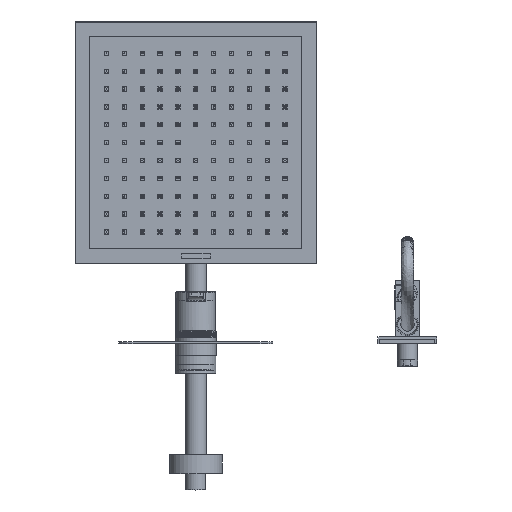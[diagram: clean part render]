
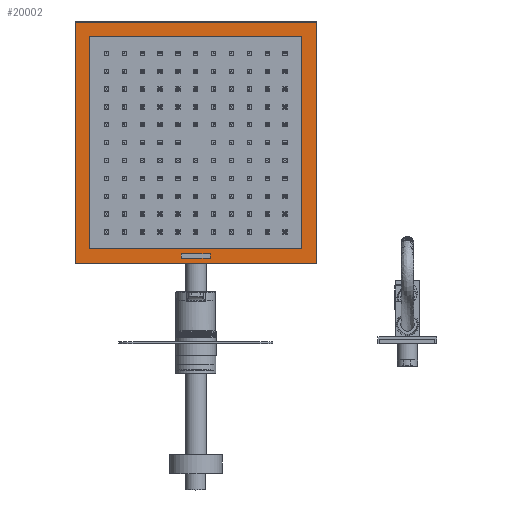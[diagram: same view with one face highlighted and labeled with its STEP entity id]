
A CAD part, front view. The second image highlights one B-rep face of the part: STEP entity #20002.
In plain terms, the highlighted planar face has unit normal (0, -1, -0.004).
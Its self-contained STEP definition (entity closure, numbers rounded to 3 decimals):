
#39 = VECTOR ( 'NONE', #23939, 1000. ) ;
#500 = FACE_BOUND ( 'NONE', #22955, .T. ) ;
#744 = CARTESIAN_POINT ( 'NONE',  ( 110., 589.407, 88.975 ) ) ;
#776 = DIRECTION ( 'NONE',  ( -1., 0., 0. ) ) ;
#1038 = CARTESIAN_POINT ( 'NONE',  ( -15., 588.927, 198.974 ) ) ;
#1256 = VERTEX_POINT ( 'NONE', #1892 ) ;
#1687 = LINE ( 'NONE', #16060, #44933 ) ;
#1892 = CARTESIAN_POINT ( 'NONE',  ( -15., 589.428, 83.975 ) ) ;
#2160 = EDGE_LOOP ( 'NONE', ( #41858, #14665, #32010, #20024 ) ) ;
#2223 = VERTEX_POINT ( 'NONE', #19283 ) ;
#2702 = DIRECTION ( 'NONE',  ( 0., 0.004, -1. ) ) ;
#2720 = EDGE_CURVE ( 'NONE', #1256, #35345, #36390, .T. ) ;
#2826 = FACE_OUTER_BOUND ( 'NONE', #5706, .T. ) ;
#3857 = CARTESIAN_POINT ( 'NONE',  ( -110., 589.407, 88.975 ) ) ;
#4174 = EDGE_CURVE ( 'NONE', #46121, #4329, #29469, .T. ) ;
#4329 = VERTEX_POINT ( 'NONE', #43219 ) ;
#4844 = LINE ( 'NONE', #31537, #21704 ) ;
#5239 = DIRECTION ( 'NONE',  ( 1., 0., 0. ) ) ;
#5377 = CARTESIAN_POINT ( 'NONE',  ( 125., 589.472, 73.975 ) ) ;
#5498 = CARTESIAN_POINT ( 'NONE',  ( -15., 589.45, 78.975 ) ) ;
#5706 = EDGE_LOOP ( 'NONE', ( #12673, #45077, #41017, #8123 ) ) ;
#6048 = CARTESIAN_POINT ( 'NONE',  ( 125., 588.383, 323.973 ) ) ;
#6215 = CARTESIAN_POINT ( 'NONE',  ( 15., 588.927, 198.974 ) ) ;
#6485 = CARTESIAN_POINT ( 'NONE',  ( -125., 588.383, 323.973 ) ) ;
#7003 = ORIENTED_EDGE ( 'NONE', *, *, #40493, .F. ) ;
#7013 = LINE ( 'NONE', #14859, #34350 ) ;
#7447 = PLANE ( 'NONE',  #32736 ) ;
#8123 = ORIENTED_EDGE ( 'NONE', *, *, #4174, .T. ) ;
#8743 = VECTOR ( 'NONE', #776, 1000. ) ;
#8848 = DIRECTION ( 'NONE',  ( 0., -0.004, 1. ) ) ;
#8969 = VECTOR ( 'NONE', #24677, 1000. ) ;
#9131 = CARTESIAN_POINT ( 'NONE',  ( -110., 588.448, 308.973 ) ) ;
#9350 = LINE ( 'NONE', #31277, #30699 ) ;
#9495 = ORIENTED_EDGE ( 'NONE', *, *, #2720, .F. ) ;
#11247 = DIRECTION ( 'NONE',  ( -1., 0., 0. ) ) ;
#11469 = VECTOR ( 'NONE', #40248, 1000. ) ;
#11757 = LINE ( 'NONE', #23295, #8743 ) ;
#11830 = VERTEX_POINT ( 'NONE', #744 ) ;
#12673 = ORIENTED_EDGE ( 'NONE', *, *, #43279, .T. ) ;
#12714 = DIRECTION ( 'NONE',  ( -1., 0., 0. ) ) ;
#13234 = EDGE_CURVE ( 'NONE', #19916, #11830, #7013, .T. ) ;
#14228 = ORIENTED_EDGE ( 'NONE', *, *, #32873, .F. ) ;
#14665 = ORIENTED_EDGE ( 'NONE', *, *, #13234, .F. ) ;
#14859 = CARTESIAN_POINT ( 'NONE',  ( -110., 589.407, 88.975 ) ) ;
#15144 = CARTESIAN_POINT ( 'NONE',  ( 0., 588.927, 198.974 ) ) ;
#15532 = VERTEX_POINT ( 'NONE', #18582 ) ;
#16060 = CARTESIAN_POINT ( 'NONE',  ( -125., 588.383, 323.973 ) ) ;
#16912 = EDGE_CURVE ( 'NONE', #22349, #19916, #4844, .T. ) ;
#17027 = VECTOR ( 'NONE', #38389, 1000. ) ;
#17620 = VECTOR ( 'NONE', #5239, 1000. ) ;
#18287 = EDGE_CURVE ( 'NONE', #36160, #46121, #42676, .T. ) ;
#18548 = LINE ( 'NONE', #5377, #43960 ) ;
#18582 = CARTESIAN_POINT ( 'NONE',  ( 15., 589.428, 83.975 ) ) ;
#19023 = EDGE_CURVE ( 'NONE', #47922, #36160, #1687, .T. ) ;
#19283 = CARTESIAN_POINT ( 'NONE',  ( 110., 588.448, 308.973 ) ) ;
#19916 = VERTEX_POINT ( 'NONE', #3857 ) ;
#20002 = ADVANCED_FACE ( 'NONE', ( #20052, #2826, #500 ), #7447, .F. ) ;
#20021 = EDGE_CURVE ( 'NONE', #15532, #1256, #11757, .T. ) ;
#20024 = ORIENTED_EDGE ( 'NONE', *, *, #25273, .F. ) ;
#20052 = FACE_BOUND ( 'NONE', #2160, .T. ) ;
#20370 = DIRECTION ( 'NONE',  ( -1., 0., 0. ) ) ;
#20761 = CARTESIAN_POINT ( 'NONE',  ( 0., 589.45, 78.975 ) ) ;
#21456 = LINE ( 'NONE', #20761, #8969 ) ;
#21704 = VECTOR ( 'NONE', #2702, 1000. ) ;
#22349 = VERTEX_POINT ( 'NONE', #9131 ) ;
#22955 = EDGE_LOOP ( 'NONE', ( #7003, #14228, #9495, #27787 ) ) ;
#23295 = CARTESIAN_POINT ( 'NONE',  ( 0., 589.428, 83.975 ) ) ;
#23460 = CARTESIAN_POINT ( 'NONE',  ( -125., 589.472, 73.975 ) ) ;
#23939 = DIRECTION ( 'NONE',  ( 0., 0.004, -1. ) ) ;
#24449 = VERTEX_POINT ( 'NONE', #42262 ) ;
#24677 = DIRECTION ( 'NONE',  ( 1., 0., 0. ) ) ;
#25273 = EDGE_CURVE ( 'NONE', #2223, #22349, #9350, .T. ) ;
#25651 = CARTESIAN_POINT ( 'NONE',  ( -125., 589.472, 73.975 ) ) ;
#26070 = EDGE_CURVE ( 'NONE', #11830, #2223, #27053, .T. ) ;
#27053 = LINE ( 'NONE', #36438, #17027 ) ;
#27787 = ORIENTED_EDGE ( 'NONE', *, *, #20021, .F. ) ;
#29469 = LINE ( 'NONE', #46815, #17620 ) ;
#29828 = VECTOR ( 'NONE', #42767, 1000. ) ;
#30699 = VECTOR ( 'NONE', #20370, 1000. ) ;
#31277 = CARTESIAN_POINT ( 'NONE',  ( -110., 588.448, 308.973 ) ) ;
#31537 = CARTESIAN_POINT ( 'NONE',  ( -110., 588.448, 308.973 ) ) ;
#31582 = LINE ( 'NONE', #6215, #11469 ) ;
#32010 = ORIENTED_EDGE ( 'NONE', *, *, #16912, .F. ) ;
#32736 = AXIS2_PLACEMENT_3D ( 'NONE', #15144, #41649, #11247 ) ;
#32873 = EDGE_CURVE ( 'NONE', #35345, #24449, #21456, .T. ) ;
#34350 = VECTOR ( 'NONE', #47974, 1000. ) ;
#35345 = VERTEX_POINT ( 'NONE', #5498 ) ;
#36160 = VERTEX_POINT ( 'NONE', #6485 ) ;
#36390 = LINE ( 'NONE', #1038, #29828 ) ;
#36438 = CARTESIAN_POINT ( 'NONE',  ( 110., 588.448, 308.973 ) ) ;
#38389 = DIRECTION ( 'NONE',  ( 0., -0.004, 1. ) ) ;
#40248 = DIRECTION ( 'NONE',  ( 0., -0.004, 1. ) ) ;
#40493 = EDGE_CURVE ( 'NONE', #24449, #15532, #31582, .T. ) ;
#41017 = ORIENTED_EDGE ( 'NONE', *, *, #18287, .T. ) ;
#41649 = DIRECTION ( 'NONE',  ( 0., 1., 0.004 ) ) ;
#41858 = ORIENTED_EDGE ( 'NONE', *, *, #26070, .F. ) ;
#42262 = CARTESIAN_POINT ( 'NONE',  ( 15., 589.45, 78.975 ) ) ;
#42676 = LINE ( 'NONE', #23460, #39 ) ;
#42767 = DIRECTION ( 'NONE',  ( 0., 0.004, -1. ) ) ;
#43219 = CARTESIAN_POINT ( 'NONE',  ( 125., 589.472, 73.975 ) ) ;
#43279 = EDGE_CURVE ( 'NONE', #4329, #47922, #18548, .T. ) ;
#43960 = VECTOR ( 'NONE', #8848, 1000. ) ;
#44933 = VECTOR ( 'NONE', #12714, 1000. ) ;
#45077 = ORIENTED_EDGE ( 'NONE', *, *, #19023, .T. ) ;
#46121 = VERTEX_POINT ( 'NONE', #25651 ) ;
#46815 = CARTESIAN_POINT ( 'NONE',  ( -125., 589.472, 73.975 ) ) ;
#47922 = VERTEX_POINT ( 'NONE', #6048 ) ;
#47974 = DIRECTION ( 'NONE',  ( 1., 0., 0. ) ) ;
